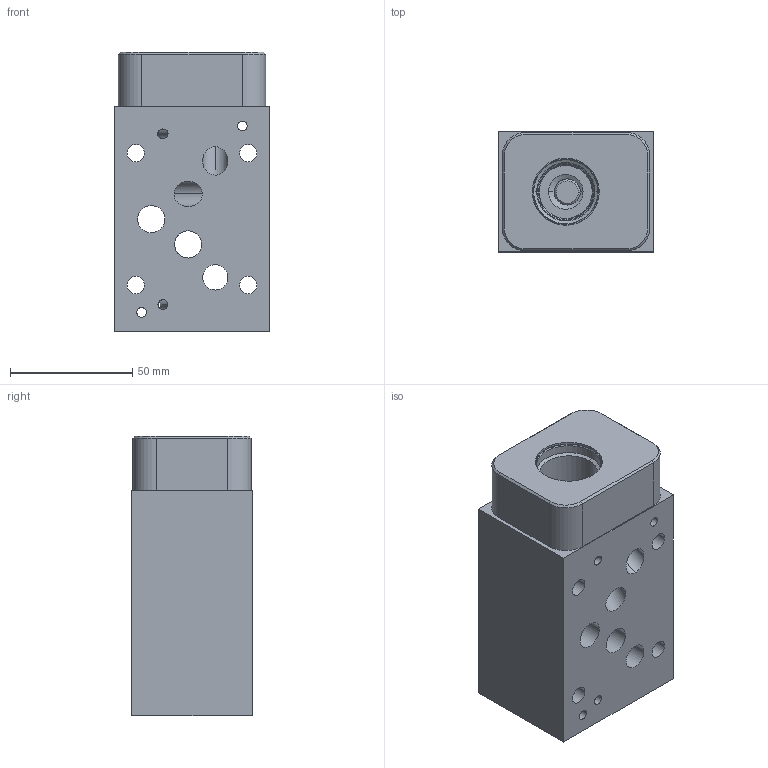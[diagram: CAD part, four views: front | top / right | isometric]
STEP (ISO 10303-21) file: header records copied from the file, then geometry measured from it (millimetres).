
FILE_DESCRIPTION((''),'2;1');
FILE_NAME('CJB_ASM','2020-06-18T',('ProEService'),(''),'PRO/ENGINEER BY PARAMETRIC TECHNOLOGY CORPORATION, 2014200','PRO/ENGINEER BY PARAMETRIC TECHNOLOGY CORPORATION, 2014200','');
FILE_SCHEMA(('CONFIG_CONTROL_DESIGN'));
Length unit declared in the file: inch
Products named in the file (3): 150-716-001; 340-003; CJB_ASM
Assembly tree (2 placements, depth 2):
  CJB_ASM
    150-716-001
    340-003
Bounding box: 63.5 x 49.23 x 114.3 mm (x, y, z)
Volume: 291801.9 mm3; surface area: 50977.8 mm2
Topology: 2 solids, 2 shells, 132 faces, 562 edges, 534 vertices
Faces by surface type: cylinder 63, cone 32, plane 31, sphere 4, torus 2
Entity records: 7166 total; most frequent: CARTESIAN_POINT 2753, DIRECTION 883, ORIENTED_EDGE 646, VECTOR 369, LINE 369, EDGE_CURVE 323, AXIS2_PLACEMENT_3D 257, TRIMMED_CURVE 237
